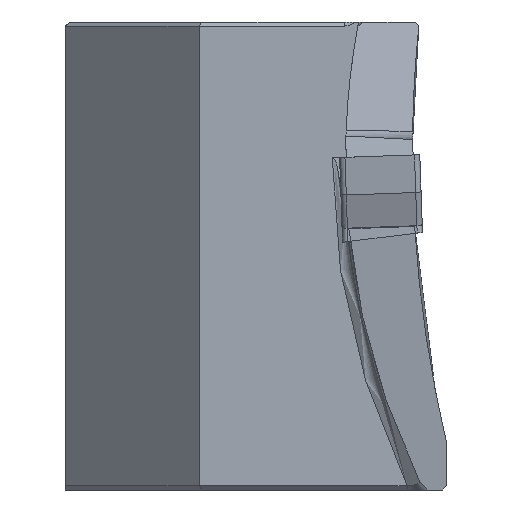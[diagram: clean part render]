
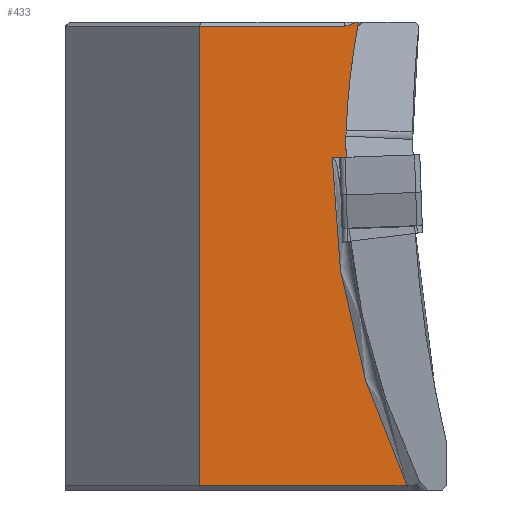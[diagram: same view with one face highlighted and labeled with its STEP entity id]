
A CAD part, left-side view. The second image highlights one B-rep face of the part: STEP entity #433.
In plain terms, the highlighted planar face has unit normal (-1, 0, 0).
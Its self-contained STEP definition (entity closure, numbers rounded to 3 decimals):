
#70=CIRCLE('',#1308,55.);
#73=CIRCLE('',#1326,94.);
#75=CIRCLE('',#1334,56.);
#112=PLANE('',#1335);
#151=LINE('',#1899,#285);
#196=LINE('',#2088,#330);
#197=LINE('',#2090,#331);
#198=LINE('',#2102,#332);
#199=LINE('',#2104,#333);
#200=LINE('',#2106,#334);
#285=VECTOR('',#1407,1.);
#330=VECTOR('',#1508,1.);
#331=VECTOR('',#1509,1.);
#332=VECTOR('',#1510,1.);
#333=VECTOR('',#1511,1.);
#334=VECTOR('',#1512,1.);
#433=ADVANCED_FACE('',(#506),#112,.F.);
#506=FACE_OUTER_BOUND('',#576,.T.);
#576=EDGE_LOOP('',(#722,#723,#724,#725,#726,#727,#728,#729,#730,#731));
#722=ORIENTED_EDGE('',*,*,#1177,.F.);
#723=ORIENTED_EDGE('',*,*,#1164,.F.);
#724=ORIENTED_EDGE('',*,*,#1178,.T.);
#725=ORIENTED_EDGE('',*,*,#1126,.F.);
#726=ORIENTED_EDGE('',*,*,#1112,.T.);
#727=ORIENTED_EDGE('',*,*,#1179,.T.);
#728=ORIENTED_EDGE('',*,*,#1180,.T.);
#729=ORIENTED_EDGE('',*,*,#1181,.T.);
#730=ORIENTED_EDGE('',*,*,#1182,.T.);
#731=ORIENTED_EDGE('',*,*,#1183,.T.);
#997=VERTEX_POINT('',#1900);
#998=VERTEX_POINT('',#1901);
#1006=VERTEX_POINT('',#1923);
#1038=VERTEX_POINT('',#2036);
#1039=VERTEX_POINT('',#2037);
#1049=VERTEX_POINT('',#2089);
#1050=VERTEX_POINT('',#2101);
#1051=VERTEX_POINT('',#2103);
#1052=VERTEX_POINT('',#2105);
#1053=VERTEX_POINT('',#2107);
#1112=EDGE_CURVE('',#997,#998,#151,.T.);
#1126=EDGE_CURVE('',#997,#1006,#70,.T.);
#1164=EDGE_CURVE('',#1038,#1039,#73,.T.);
#1177=EDGE_CURVE('',#1039,#1049,#196,.T.);
#1178=EDGE_CURVE('',#1038,#1006,#197,.T.);
#1179=EDGE_CURVE('',#998,#1050,#1298,.T.);
#1180=EDGE_CURVE('',#1050,#1051,#198,.T.);
#1181=EDGE_CURVE('',#1051,#1052,#199,.T.);
#1182=EDGE_CURVE('',#1052,#1053,#200,.T.);
#1183=EDGE_CURVE('',#1053,#1049,#75,.T.);
#1298=B_SPLINE_CURVE_WITH_KNOTS('',3,(#2091,#2092,#2093,#2094,#2095,#2096,
#2097,#2098,#2099,#2100),.UNSPECIFIED.,.F.,.F.,(4,3,3,4),(0.,0.258,
0.638,1.),.UNSPECIFIED.);
#1308=AXIS2_PLACEMENT_3D('',#1954,#1422,#1423);
#1326=AXIS2_PLACEMENT_3D('',#2035,#1487,#1488);
#1334=AXIS2_PLACEMENT_3D('',#2108,#1513,#1514);
#1335=AXIS2_PLACEMENT_3D('',#2109,#1515,#1516);
#1407=DIRECTION('',(0.,1.,0.));
#1422=DIRECTION('',(-1.,0.,0.));
#1423=DIRECTION('',(0.,0.,-1.));
#1487=DIRECTION('',(-1.,0.,0.));
#1488=DIRECTION('',(0.,0.,-1.));
#1508=DIRECTION('',(0.,0.999,-0.035));
#1509=DIRECTION('',(0.,0.999,-0.035));
#1510=DIRECTION('',(0.,1.,0.));
#1511=DIRECTION('',(0.,0.,-1.));
#1512=DIRECTION('',(0.,-1.,0.));
#1513=DIRECTION('',(1.,0.,0.));
#1514=DIRECTION('',(0.,0.,-1.));
#1515=DIRECTION('',(1.,0.,0.));
#1516=DIRECTION('',(0.,0.,-1.));
#1899=CARTESIAN_POINT('',(26.,-100.95,10.));
#1900=CARTESIAN_POINT('',(26.,-46.923,10.));
#1901=CARTESIAN_POINT('',(26.,-46.818,10.));
#1923=CARTESIAN_POINT('',(26.,-45.958,0.631));
#1954=CARTESIAN_POINT('',(26.,-100.95,-0.3));
#2035=CARTESIAN_POINT('',(26.,-144.95,0.3));
#2036=CARTESIAN_POINT('',(26.,-50.951,0.805));
#2037=CARTESIAN_POINT('',(26.,-50.95,0.056));
#2088=CARTESIAN_POINT('',(26.,-100.877,1.799));
#2089=CARTESIAN_POINT('',(26.,-44.95,-0.154));
#2090=CARTESIAN_POINT('',(26.,-44.977,0.596));
#2091=CARTESIAN_POINT('',(26.,-46.818,10.));
#2092=CARTESIAN_POINT('',(26.,-46.739,9.961));
#2093=CARTESIAN_POINT('',(26.,-46.66,9.924));
#2094=CARTESIAN_POINT('',(26.,-46.579,9.89));
#2095=CARTESIAN_POINT('',(26.,-46.46,9.839));
#2096=CARTESIAN_POINT('',(26.,-46.338,9.793));
#2097=CARTESIAN_POINT('',(26.,-46.213,9.758));
#2098=CARTESIAN_POINT('',(26.,-46.095,9.725));
#2099=CARTESIAN_POINT('',(26.,-45.973,9.7));
#2100=CARTESIAN_POINT('',(26.,-45.85,9.7));
#2101=CARTESIAN_POINT('',(26.,-45.85,9.7));
#2102=CARTESIAN_POINT('',(26.,-100.95,9.7));
#2103=CARTESIAN_POINT('',(26.,-35.,9.7));
#2104=CARTESIAN_POINT('',(26.,-35.,10.));
#2105=CARTESIAN_POINT('',(26.,-35.,-24.7));
#2106=CARTESIAN_POINT('',(26.,-100.95,-24.7));
#2107=CARTESIAN_POINT('',(26.,-50.545,-24.7));
#2108=CARTESIAN_POINT('',(26.,-100.95,-0.3));
#2109=CARTESIAN_POINT('',(26.,-100.95,-0.3));
